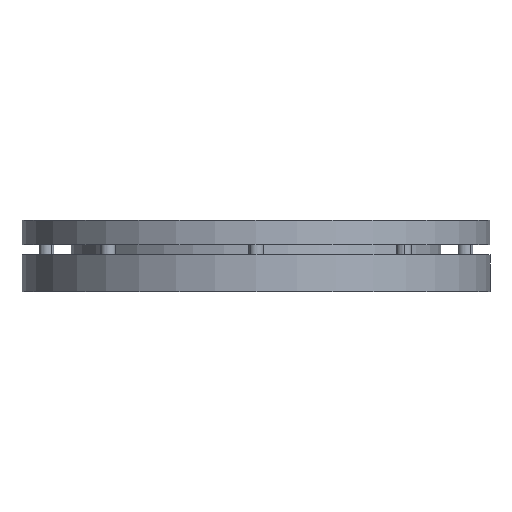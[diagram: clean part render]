
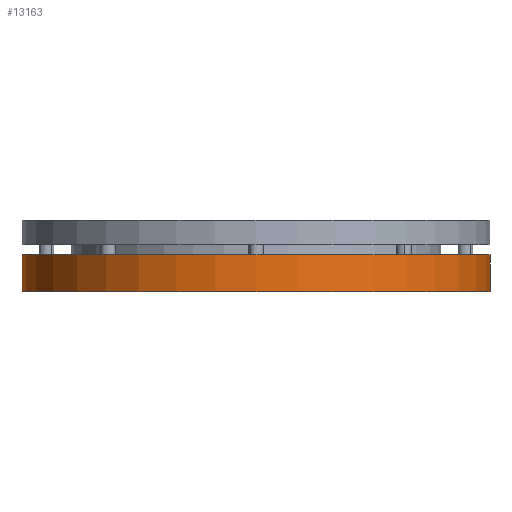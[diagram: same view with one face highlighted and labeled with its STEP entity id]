
A CAD part, front view. The second image highlights one B-rep face of the part: STEP entity #13163.
In plain terms, the highlighted cylindrical face has radius 95 mm (diameter 190 mm), a partial arc.
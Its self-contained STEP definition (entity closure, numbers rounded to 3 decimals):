
#72 = EDGE_CURVE ( 'NONE', #1145, #23154, #6358, .T. ) ;
#397 = VECTOR ( 'NONE', #22827, 1000. ) ;
#1145 = VERTEX_POINT ( 'NONE', #24907 ) ;
#2194 = DIRECTION ( 'NONE',  ( 0., 0., 1. ) ) ;
#4364 = DIRECTION ( 'NONE',  ( 0., 0., 1. ) ) ;
#5323 = EDGE_LOOP ( 'NONE', ( #12758, #14893, #11917, #12962 ) ) ;
#6123 = EDGE_CURVE ( 'NONE', #23154, #12707, #20326, .T. ) ;
#6358 = CIRCLE ( 'NONE', #11502, 95. ) ;
#6409 = AXIS2_PLACEMENT_3D ( 'NONE', #23585, #25929, #21672 ) ;
#6498 = CARTESIAN_POINT ( 'NONE',  ( 95., 0., 0. ) ) ;
#7830 = CYLINDRICAL_SURFACE ( 'NONE', #6409, 95. ) ;
#8244 = CARTESIAN_POINT ( 'NONE',  ( 95., 0., 0. ) ) ;
#10166 = CARTESIAN_POINT ( 'NONE',  ( -95., 0., 0. ) ) ;
#11234 = DIRECTION ( 'NONE',  ( 1., 0., 0. ) ) ;
#11237 = EDGE_CURVE ( 'NONE', #1145, #15665, #28810, .T. ) ;
#11502 = AXIS2_PLACEMENT_3D ( 'NONE', #17823, #13681, #15463 ) ;
#11917 = ORIENTED_EDGE ( 'NONE', *, *, #6123, .T. ) ;
#12465 = CIRCLE ( 'NONE', #27530, 95. ) ;
#12707 = VERTEX_POINT ( 'NONE', #8244 ) ;
#12758 = ORIENTED_EDGE ( 'NONE', *, *, #11237, .F. ) ;
#12875 = CARTESIAN_POINT ( 'NONE',  ( -95., 0., 0. ) ) ;
#12962 = ORIENTED_EDGE ( 'NONE', *, *, #16388, .F. ) ;
#13163 = ADVANCED_FACE ( 'NONE', ( #17068 ), #7830, .T. ) ;
#13681 = DIRECTION ( 'NONE',  ( 0., 0., 1. ) ) ;
#13740 = CARTESIAN_POINT ( 'NONE',  ( 95., 0., -15. ) ) ;
#14893 = ORIENTED_EDGE ( 'NONE', *, *, #72, .T. ) ;
#15463 = DIRECTION ( 'NONE',  ( 1., 0., 0. ) ) ;
#15665 = VERTEX_POINT ( 'NONE', #10166 ) ;
#16388 = EDGE_CURVE ( 'NONE', #15665, #12707, #12465, .T. ) ;
#17068 = FACE_OUTER_BOUND ( 'NONE', #5323, .T. ) ;
#17823 = CARTESIAN_POINT ( 'NONE',  ( 0., 0., -15. ) ) ;
#20326 = LINE ( 'NONE', #6498, #397 ) ;
#21672 = DIRECTION ( 'NONE',  ( 1., 0., 0. ) ) ;
#22827 = DIRECTION ( 'NONE',  ( 0., 0., 1. ) ) ;
#23154 = VERTEX_POINT ( 'NONE', #13740 ) ;
#23585 = CARTESIAN_POINT ( 'NONE',  ( 0., 0., 0. ) ) ;
#24408 = CARTESIAN_POINT ( 'NONE',  ( 0., 0., 0. ) ) ;
#24907 = CARTESIAN_POINT ( 'NONE',  ( -95., 0., -15. ) ) ;
#25453 = VECTOR ( 'NONE', #2194, 1000. ) ;
#25929 = DIRECTION ( 'NONE',  ( 0., 0., 1. ) ) ;
#27530 = AXIS2_PLACEMENT_3D ( 'NONE', #24408, #4364, #11234 ) ;
#28810 = LINE ( 'NONE', #12875, #25453 ) ;
